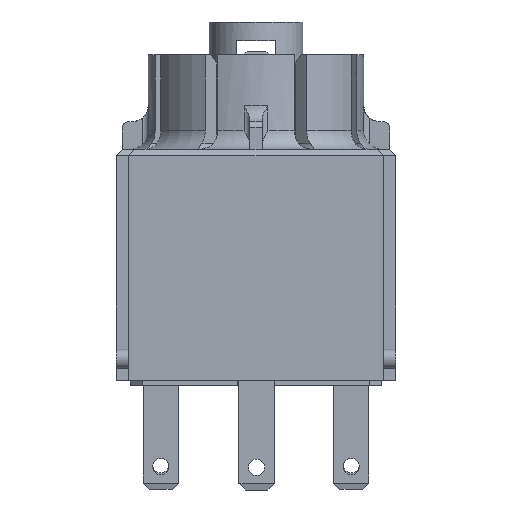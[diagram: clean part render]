
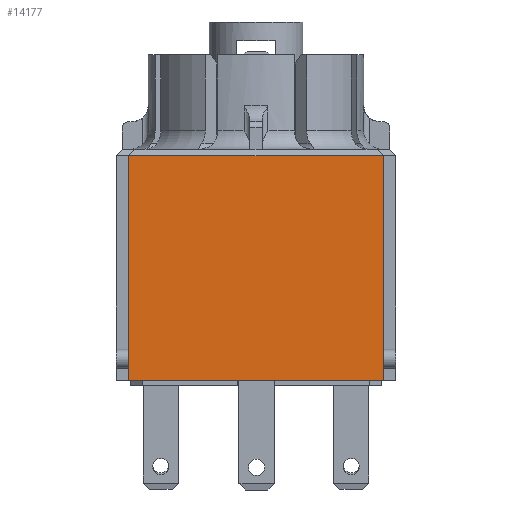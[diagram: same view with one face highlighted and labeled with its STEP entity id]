
A CAD part, front view. The second image highlights one B-rep face of the part: STEP entity #14177.
In plain terms, the highlighted planar face has unit normal (0, -1, 0).
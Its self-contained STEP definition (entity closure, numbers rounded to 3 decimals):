
#1326=FACE_OUTER_BOUND('',#2135,.T.);
#2135=EDGE_LOOP('',(#11106,#11107,#11108,#11109,#11110,#11111));
#2859=LINE('',#18743,#4259);
#2863=LINE('',#18750,#4263);
#3423=LINE('',#20952,#4823);
#3456=LINE('',#21046,#4856);
#3459=LINE('',#21051,#4859);
#3489=LINE('',#21126,#4889);
#4259=VECTOR('',#15586,10.);
#4263=VECTOR('',#15590,10.);
#4823=VECTOR('',#17046,10.);
#4856=VECTOR('',#17157,10.);
#4859=VECTOR('',#17160,10.);
#4889=VECTOR('',#17242,10.);
#5690=VERTEX_POINT('',#18738);
#5692=VERTEX_POINT('',#18742);
#5695=VERTEX_POINT('',#18748);
#6181=VERTEX_POINT('',#20950);
#6201=VERTEX_POINT('',#21033);
#6205=VERTEX_POINT('',#21049);
#7110=EDGE_CURVE('',#5692,#5690,#2859,.T.);
#7114=EDGE_CURVE('',#5690,#5695,#2863,.T.);
#7903=EDGE_CURVE('',#6181,#5695,#3423,.T.);
#7948=EDGE_CURVE('',#6201,#6181,#3456,.T.);
#7951=EDGE_CURVE('',#6205,#6201,#3459,.T.);
#7989=EDGE_CURVE('',#6205,#5692,#3489,.T.);
#11106=ORIENTED_EDGE('',*,*,#7903,.F.);
#11107=ORIENTED_EDGE('',*,*,#7948,.F.);
#11108=ORIENTED_EDGE('',*,*,#7951,.F.);
#11109=ORIENTED_EDGE('',*,*,#7989,.T.);
#11110=ORIENTED_EDGE('',*,*,#7110,.T.);
#11111=ORIENTED_EDGE('',*,*,#7114,.T.);
#13619=PLANE('',#15164);
#14177=ADVANCED_FACE('',(#1326),#13619,.T.);
#15164=AXIS2_PLACEMENT_3D('',#21163,#17264,#17265);
#15586=DIRECTION('',(0.,0.,1.));
#15590=DIRECTION('',(0.,0.,1.));
#17046=DIRECTION('',(1.,0.,0.));
#17157=DIRECTION('',(0.,0.,1.));
#17160=DIRECTION('',(0.,0.,1.));
#17242=DIRECTION('',(1.,0.,0.));
#17264=DIRECTION('center_axis',(0.,-1.,0.));
#17265=DIRECTION('ref_axis',(0.,0.,
-1.));
#18738=CARTESIAN_POINT('',(10.1,-11.1,-6.71));
#18742=CARTESIAN_POINT('',(10.1,-11.1,-8.4));
#18743=CARTESIAN_POINT('',(10.1,-11.1,-8.4));
#18748=CARTESIAN_POINT('',(10.1,-11.1,9.4));
#18750=CARTESIAN_POINT('',(10.1,-11.1,-8.4));
#20950=CARTESIAN_POINT('',(-10.1,-11.1,9.4));
#20952=CARTESIAN_POINT('',(0.,-11.1,9.4));
#21033=CARTESIAN_POINT('',(-10.1,-11.1,-6.71));
#21046=CARTESIAN_POINT('',(-10.1,-11.1,-8.4));
#21049=CARTESIAN_POINT('',(-10.1,-11.1,-8.4));
#21051=CARTESIAN_POINT('',(-10.1,-11.1,-8.4));
#21126=CARTESIAN_POINT('',(-10.1,-11.1,-8.4));
#21163=CARTESIAN_POINT('Origin',(0.,-11.1,-8.4));
